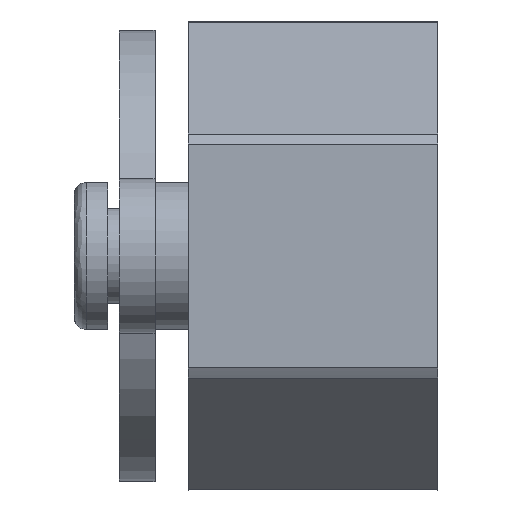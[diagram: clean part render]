
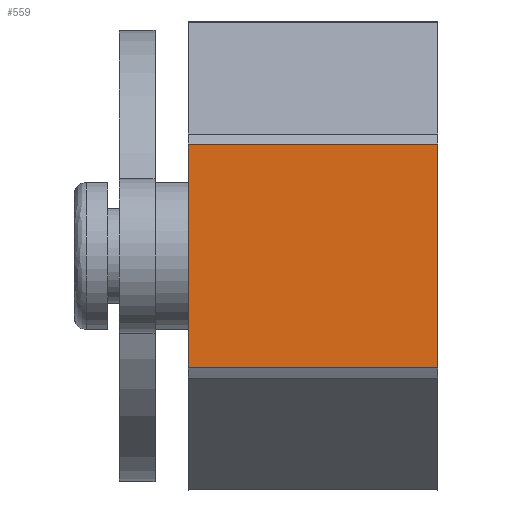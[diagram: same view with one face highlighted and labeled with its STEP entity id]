
A CAD part, left-side view. The second image highlights one B-rep face of the part: STEP entity #559.
In plain terms, the highlighted planar face has unit normal (-1, 0, 0).
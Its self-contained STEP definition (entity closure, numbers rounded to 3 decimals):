
#5 = EDGE_CURVE ( 'NONE', #910, #1332, #1317, .T. ) ;
#26 = CARTESIAN_POINT ( 'NONE',  ( -9.118, 3.74, 4.712 ) ) ;
#43 = EDGE_CURVE ( 'NONE', #88, #910, #1274, .T. ) ;
#83 = DIRECTION ( 'NONE',  ( 0., 0., 1. ) ) ;
#88 = VERTEX_POINT ( 'NONE', #26 ) ;
#150 = LINE ( 'NONE', #324, #1013 ) ;
#171 = DIRECTION ( 'NONE',  ( 1., 0., 0. ) ) ;
#222 = CARTESIAN_POINT ( 'NONE',  ( -9.118, 3.74, -4.712 ) ) ;
#273 = DIRECTION ( 'NONE',  ( 0., -1., 0. ) ) ;
#288 = DIRECTION ( 'NONE',  ( 0., 0., -1. ) ) ;
#324 = CARTESIAN_POINT ( 'NONE',  ( -9.118, 3.74, 0. ) ) ;
#329 = EDGE_CURVE ( 'NONE', #1332, #1170, #675, .T. ) ;
#391 = CARTESIAN_POINT ( 'NONE',  ( -9.118, 3.74, 4.712 ) ) ;
#392 = VECTOR ( 'NONE', #273, 1000. ) ;
#487 = FACE_OUTER_BOUND ( 'NONE', #740, .T. ) ;
#559 = ADVANCED_FACE ( 'NONE', ( #487 ), #1179, .F. ) ;
#621 = CARTESIAN_POINT ( 'NONE',  ( -9.118, 3.74, -4.994 ) ) ;
#675 = LINE ( 'NONE', #912, #1190 ) ;
#688 = AXIS2_PLACEMENT_3D ( 'NONE', #621, #171, #1174 ) ;
#740 = EDGE_LOOP ( 'NONE', ( #837, #1187, #1400, #1005 ) ) ;
#837 = ORIENTED_EDGE ( 'NONE', *, *, #5, .F. ) ;
#844 = EDGE_CURVE ( 'NONE', #1170, #88, #150, .T. ) ;
#910 = VERTEX_POINT ( 'NONE', #1164 ) ;
#912 = CARTESIAN_POINT ( 'NONE',  ( -9.118, 3.74, -4.712 ) ) ;
#918 = DIRECTION ( 'NONE',  ( 0., 1., 0. ) ) ;
#946 = CARTESIAN_POINT ( 'NONE',  ( -9.118, -6.76, -4.994 ) ) ;
#1005 = ORIENTED_EDGE ( 'NONE', *, *, #329, .F. ) ;
#1013 = VECTOR ( 'NONE', #83, 1000. ) ;
#1019 = VECTOR ( 'NONE', #288, 1000. ) ;
#1164 = CARTESIAN_POINT ( 'NONE',  ( -9.118, -6.76, 4.712 ) ) ;
#1170 = VERTEX_POINT ( 'NONE', #222 ) ;
#1174 = DIRECTION ( 'NONE',  ( 0., 0., -1. ) ) ;
#1179 = PLANE ( 'NONE',  #688 ) ;
#1187 = ORIENTED_EDGE ( 'NONE', *, *, #43, .F. ) ;
#1190 = VECTOR ( 'NONE', #918, 1000. ) ;
#1274 = LINE ( 'NONE', #391, #392 ) ;
#1277 = CARTESIAN_POINT ( 'NONE',  ( -9.118, -6.76, -4.712 ) ) ;
#1317 = LINE ( 'NONE', #946, #1019 ) ;
#1332 = VERTEX_POINT ( 'NONE', #1277 ) ;
#1400 = ORIENTED_EDGE ( 'NONE', *, *, #844, .F. ) ;
